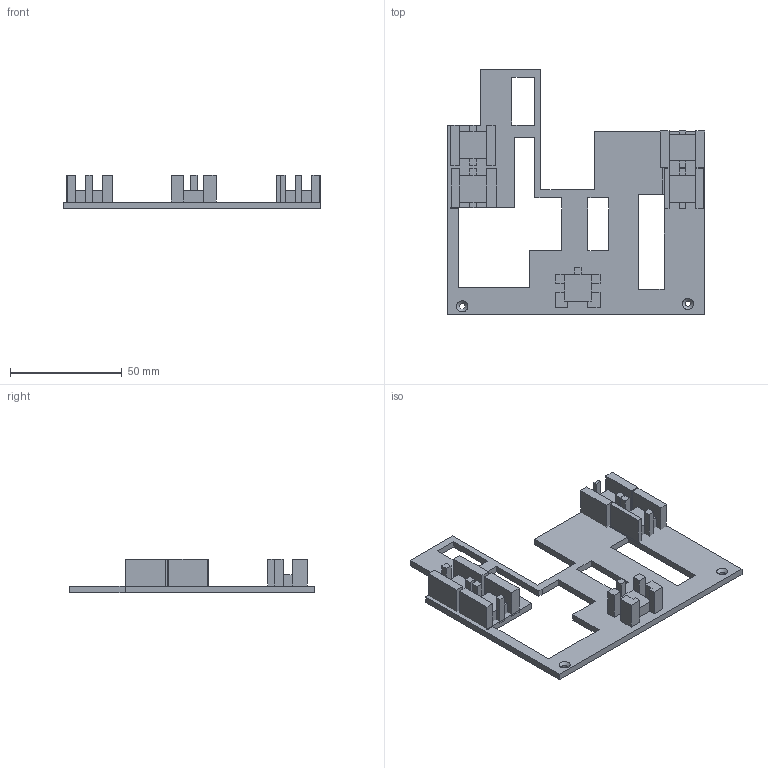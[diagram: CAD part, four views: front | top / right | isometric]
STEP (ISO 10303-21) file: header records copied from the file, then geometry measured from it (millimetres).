
FILE_DESCRIPTION(/* description */ (''),/* implementation_level */ '2;1');
FILE_NAME(/* name */ 'Nakladka2.step',/* time_stamp */ '2026-02-04T18:02:27+01:00',/* author */ (''),/* organization */ (''),/* preprocessor_version */ 'ST-DEVELOPER v20.1',/* originating_system */ 'Autodesk Translation Framework v14.24.0.0',/* authorisation */ '');
FILE_SCHEMA (('AUTOMOTIVE_DESIGN { 1 0 10303 214 3 1 1 }'));
Length unit declared in the file: millimetre
Products named in the file (1): 2026-02-04-18-02-26-909
Bounding box: 115.47 x 110 x 15 mm (x, y, z)
Volume: 33942.8 mm3; surface area: 25673.7 mm2
Topology: 5 solids, 5 shells, 183 faces, 491 edges, 319 vertices
Faces by surface type: plane 179, cone 2, cylinder 2
Full cylindrical faces by diameter (mm): 2.529 x2
Entity records: 5624 total; most frequent: CARTESIAN_POINT 994, ORIENTED_EDGE 982, DIRECTION 865, EDGE_CURVE 491, LINE 485, VECTOR 485, VERTEX_POINT 319, EDGE_LOOP 196
